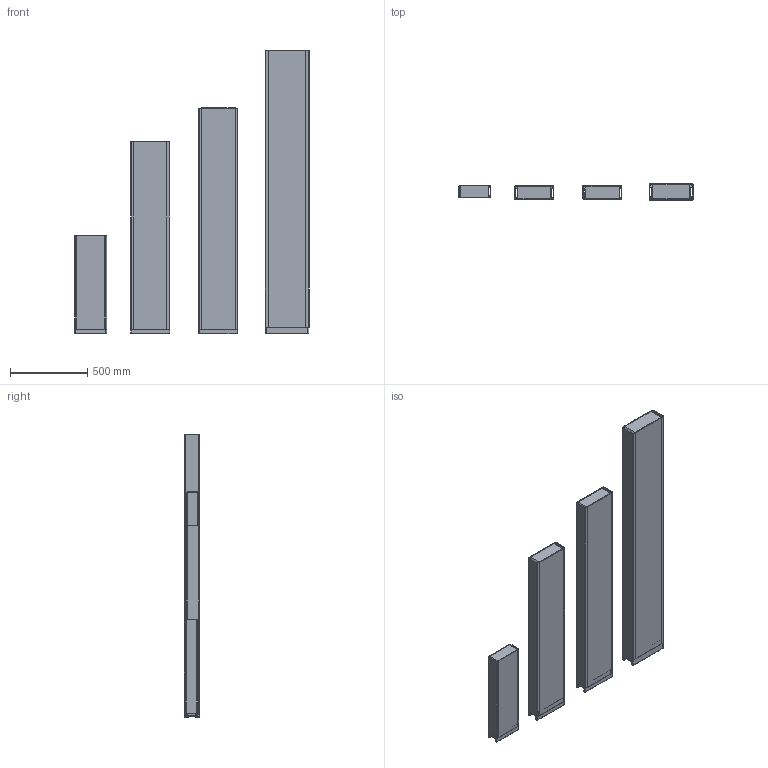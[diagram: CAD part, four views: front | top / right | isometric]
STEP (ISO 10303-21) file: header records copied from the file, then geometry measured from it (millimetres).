
FILE_DESCRIPTION(/* description */ (''),/* implementation_level */ '2;1');
FILE_NAME(/* name */ 'CORTIN~1',/* time_stamp */ '2018-01-11T10:25:16-08:00',/* author */ (''),/* organization */ (''),/* preprocessor_version */ 'ST-DEVELOPER v15',/* originating_system */ '',/* authorisation */ '');
FILE_SCHEMA (('CONFIG_CONTROL_DESIGN'));
Length unit declared in the file: inch
Products named in the file (1): Document
Bounding box: 1519.28 x 103.4 x 1842.23 mm (x, y, z)
Volume: 14958336.4 mm3; surface area: 14326179.1 mm2
Topology: 25 solids, 434 shells, 1225 faces, 3720 edges, 2918 vertices
Faces by surface type: bspline 875, plane 350
Entity records: 68019 total; most frequent: CARTESIAN_POINT 48470, ORIENTED_EDGE 5448, EDGE_CURVE 3673, VERTEX_POINT 2916, B_SPLINE_CURVE_WITH_KNOTS 1748, EDGE_LOOP 1259, ADVANCED_FACE 1225, FACE_OUTER_BOUND 1225
